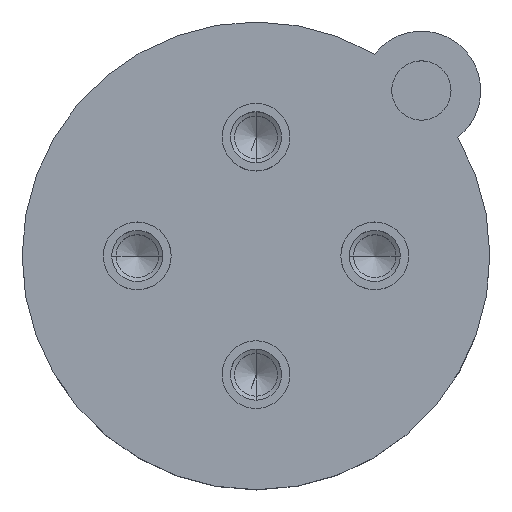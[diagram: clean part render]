
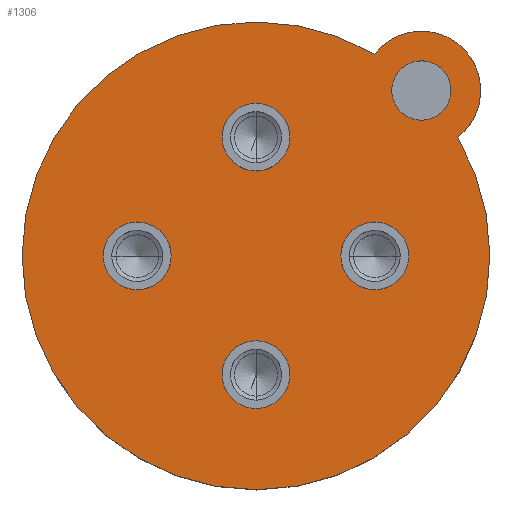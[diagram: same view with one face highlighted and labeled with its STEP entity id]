
A CAD part, top view. The second image highlights one B-rep face of the part: STEP entity #1306.
In plain terms, the highlighted planar face has unit normal (0, 0, 1).
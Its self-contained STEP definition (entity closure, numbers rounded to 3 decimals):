
#852=CARTESIAN_POINT('',(-3.265,0.,4.19));
#853=VERTEX_POINT('',#852);
#869=CARTESIAN_POINT('',(-1.815,0.,4.19));
#870=VERTEX_POINT('',#869);
#877=CARTESIAN_POINT('',(-2.54,0.,4.19));
#878=DIRECTION('',(0.0,0.0,1.0));
#879=DIRECTION('',(-1.0,0.0,0.0));
#880=AXIS2_PLACEMENT_3D('',#877,#878,#879);
#881=CIRCLE('',#880,0.725);
#882=EDGE_CURVE('',#870,#853,#881,.T.);
#894=CARTESIAN_POINT('',(2.903,3.538,4.19));
#895=VERTEX_POINT('',#894);
#911=CARTESIAN_POINT('',(4.173,3.538,4.19));
#912=VERTEX_POINT('',#911);
#919=CARTESIAN_POINT('',(3.538,3.538,4.19));
#920=DIRECTION('',(0.0,0.0,1.0));
#921=DIRECTION('',(-1.0,0.0,0.0));
#922=AXIS2_PLACEMENT_3D('',#919,#920,#921);
#923=CIRCLE('',#922,0.635);
#924=EDGE_CURVE('',#912,#895,#923,.T.);
#936=CARTESIAN_POINT('',(-0.725,-2.54,4.19));
#937=VERTEX_POINT('',#936);
#953=CARTESIAN_POINT('',(0.725,-2.54,4.19));
#954=VERTEX_POINT('',#953);
#961=CARTESIAN_POINT('',(0.,-2.54,4.19));
#962=DIRECTION('',(0.0,0.0,1.0));
#963=DIRECTION('',(-1.0,0.0,0.0));
#964=AXIS2_PLACEMENT_3D('',#961,#962,#963);
#965=CIRCLE('',#964,0.725);
#966=EDGE_CURVE('',#954,#937,#965,.T.);
#978=CARTESIAN_POINT('',(-0.725,2.54,4.19));
#979=VERTEX_POINT('',#978);
#995=CARTESIAN_POINT('',(0.725,2.54,4.19));
#996=VERTEX_POINT('',#995);
#1003=CARTESIAN_POINT('',(0.,2.54,4.19));
#1004=DIRECTION('',(0.0,0.0,1.0));
#1005=DIRECTION('',(-1.0,0.0,0.0));
#1006=AXIS2_PLACEMENT_3D('',#1003,#1004,#1005);
#1007=CIRCLE('',#1006,0.725);
#1008=EDGE_CURVE('',#996,#979,#1007,.T.);
#1020=CARTESIAN_POINT('',(2.54,0.725,4.19));
#1021=VERTEX_POINT('',#1020);
#1037=CARTESIAN_POINT('',(2.54,-0.725,4.19));
#1038=VERTEX_POINT('',#1037);
#1045=CARTESIAN_POINT('',(2.54,0.,4.19));
#1046=DIRECTION('',(0.0,0.0,-1.0));
#1047=DIRECTION('',(0.0,1.0,0.0));
#1048=AXIS2_PLACEMENT_3D('',#1045,#1046,#1047);
#1049=CIRCLE('',#1048,0.725);
#1050=EDGE_CURVE('',#1021,#1038,#1049,.T.);
#1061=CARTESIAN_POINT('',(2.54,0.,4.19));
#1062=DIRECTION('',(0.0,0.0,-1.0));
#1063=DIRECTION('',(0.0,1.0,0.0));
#1064=AXIS2_PLACEMENT_3D('',#1061,#1062,#1063);
#1065=CIRCLE('',#1064,0.725);
#1066=EDGE_CURVE('',#1038,#1021,#1065,.T.);
#1085=CARTESIAN_POINT('',(0.,2.54,4.19));
#1086=DIRECTION('',(0.0,0.0,1.0));
#1087=DIRECTION('',(-1.0,0.0,0.0));
#1088=AXIS2_PLACEMENT_3D('',#1085,#1086,#1087);
#1089=CIRCLE('',#1088,0.725);
#1090=EDGE_CURVE('',#979,#996,#1089,.T.);
#1109=CARTESIAN_POINT('',(0.,-2.54,4.19));
#1110=DIRECTION('',(0.0,0.0,1.0));
#1111=DIRECTION('',(-1.0,0.0,0.0));
#1112=AXIS2_PLACEMENT_3D('',#1109,#1110,#1111);
#1113=CIRCLE('',#1112,0.725);
#1114=EDGE_CURVE('',#937,#954,#1113,.T.);
#1133=CARTESIAN_POINT('',(3.538,3.538,4.19));
#1134=DIRECTION('',(0.0,0.0,1.0));
#1135=DIRECTION('',(-1.0,0.0,0.0));
#1136=AXIS2_PLACEMENT_3D('',#1133,#1134,#1135);
#1137=CIRCLE('',#1136,0.635);
#1138=EDGE_CURVE('',#895,#912,#1137,.T.);
#1157=CARTESIAN_POINT('',(-2.54,0.,4.19));
#1158=DIRECTION('',(0.0,0.0,1.0));
#1159=DIRECTION('',(-1.0,0.0,0.0));
#1160=AXIS2_PLACEMENT_3D('',#1157,#1158,#1159);
#1161=CIRCLE('',#1160,0.725);
#1162=EDGE_CURVE('',#853,#870,#1161,.T.);
#1191=CARTESIAN_POINT('',(4.315,2.533,4.19));
#1192=VERTEX_POINT('',#1191);
#1199=CARTESIAN_POINT('',(2.533,4.315,4.19));
#1200=VERTEX_POINT('',#1199);
#1201=CARTESIAN_POINT('',(0.0,0.0,4.19));
#1202=DIRECTION('',(0.0,0.0,1.0));
#1203=DIRECTION('',(-1.0,0.0,0.0));
#1204=AXIS2_PLACEMENT_3D('',#1201,#1202,#1203);
#1205=CIRCLE('',#1204,5.004);
#1206=EDGE_CURVE('',#1200,#1192,#1205,.T.);
#1222=CARTESIAN_POINT('',(3.538,3.538,4.19));
#1223=DIRECTION('',(0.0,0.0,1.0));
#1224=DIRECTION('',(-1.0,0.0,0.0));
#1225=AXIS2_PLACEMENT_3D('',#1222,#1223,#1224);
#1226=CIRCLE('',#1225,1.27);
#1227=EDGE_CURVE('',#1192,#1200,#1226,.T.);
#1277=CARTESIAN_POINT('',(0.,0.,4.19));
#1278=DIRECTION('',(0.0,0.0,1.0));
#1279=DIRECTION('',(0.0,-1.0,0.0));
#1280=AXIS2_PLACEMENT_3D('',#1277,#1278,#1279);
#1281=PLANE('',#1280);
#1282=ORIENTED_EDGE('',*,*,#1227,.T.);
#1283=ORIENTED_EDGE('',*,*,#1206,.T.);
#1284=EDGE_LOOP('',(#1282,#1283));
#1285=FACE_OUTER_BOUND('',#1284,.T.);
#1286=ORIENTED_EDGE('',*,*,#1050,.T.);
#1287=ORIENTED_EDGE('',*,*,#1066,.T.);
#1288=EDGE_LOOP('',(#1286,#1287));
#1289=FACE_BOUND('',#1288,.T.);
#1290=ORIENTED_EDGE('',*,*,#1090,.F.);
#1291=ORIENTED_EDGE('',*,*,#1008,.F.);
#1292=EDGE_LOOP('',(#1290,#1291));
#1293=FACE_BOUND('',#1292,.T.);
#1294=ORIENTED_EDGE('',*,*,#1162,.F.);
#1295=ORIENTED_EDGE('',*,*,#882,.F.);
#1296=EDGE_LOOP('',(#1294,#1295));
#1297=FACE_BOUND('',#1296,.T.);
#1298=ORIENTED_EDGE('',*,*,#1138,.F.);
#1299=ORIENTED_EDGE('',*,*,#924,.F.);
#1300=EDGE_LOOP('',(#1298,#1299));
#1301=FACE_BOUND('',#1300,.T.);
#1302=ORIENTED_EDGE('',*,*,#1114,.F.);
#1303=ORIENTED_EDGE('',*,*,#966,.F.);
#1304=EDGE_LOOP('',(#1302,#1303));
#1305=FACE_BOUND('',#1304,.T.);
#1306=ADVANCED_FACE('',(#1285,#1289,#1293,#1297,#1301,#1305),#1281,.T.);
